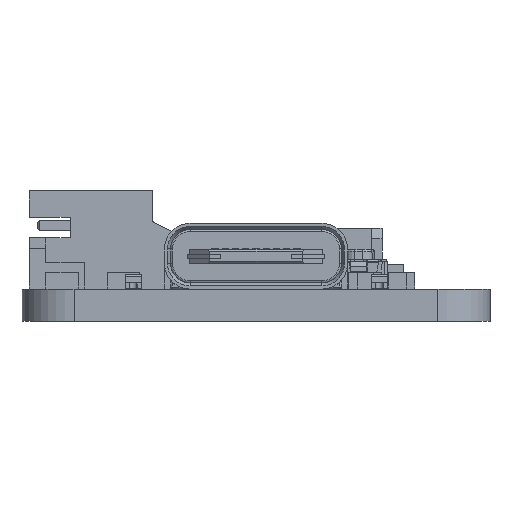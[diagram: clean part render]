
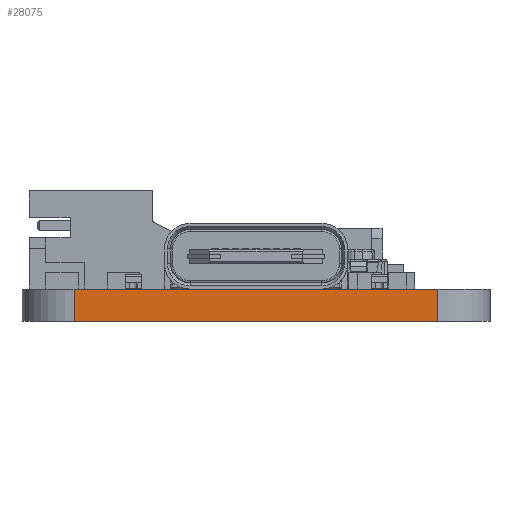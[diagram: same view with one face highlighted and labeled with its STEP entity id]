
A CAD part, left-side view. The second image highlights one B-rep face of the part: STEP entity #28075.
In plain terms, the highlighted planar face has unit normal (-1, 0, 0).
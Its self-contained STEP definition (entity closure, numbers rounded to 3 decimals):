
#726=PLANE('',#30052);
#1840=FACE_OUTER_BOUND('',#3348,.T.);
#3348=EDGE_LOOP('',(#19271,#19272,#19273,#19274));
#5156=LINE('',#40968,#8220);
#5157=LINE('',#40970,#8221);
#5158=LINE('',#40972,#8222);
#5159=LINE('',#40973,#8223);
#8220=VECTOR('',#33061,10.);
#8221=VECTOR('',#33062,10.);
#8222=VECTOR('',#33063,10.);
#8223=VECTOR('',#33064,10.);
#12317=VERTEX_POINT('',#40966);
#12318=VERTEX_POINT('',#40967);
#12319=VERTEX_POINT('',#40969);
#12320=VERTEX_POINT('',#40971);
#15078=EDGE_CURVE('',#12317,#12318,#5156,.T.);
#15079=EDGE_CURVE('',#12318,#12319,#5157,.T.);
#15080=EDGE_CURVE('',#12320,#12319,#5158,.T.);
#15081=EDGE_CURVE('',#12317,#12320,#5159,.T.);
#19271=ORIENTED_EDGE('',*,*,#15078,.T.);
#19272=ORIENTED_EDGE('',*,*,#15079,.T.);
#19273=ORIENTED_EDGE('',*,*,#15080,.F.);
#19274=ORIENTED_EDGE('',*,*,#15081,.F.);
#28075=ADVANCED_FACE('',(#1840),#726,.T.);
#30052=AXIS2_PLACEMENT_3D('',#40965,#33059,#33060);
#33059=DIRECTION('center_axis',(-1.,0.,0.));
#33060=DIRECTION('ref_axis',(0.,-1.,0.));
#33061=DIRECTION('',(0.,-1.,0.));
#33062=DIRECTION('',(0.,0.,1.));
#33063=DIRECTION('',(0.,-1.,0.));
#33064=DIRECTION('',(0.,0.,1.));
#40965=CARTESIAN_POINT('Origin',(0.,20.32,0.));
#40966=CARTESIAN_POINT('',(0.,20.32,0.));
#40967=CARTESIAN_POINT('',(0.,2.54,0.));
#40968=CARTESIAN_POINT('',(0.,20.32,0.));
#40969=CARTESIAN_POINT('',(0.,2.54,1.57));
#40970=CARTESIAN_POINT('',(0.,2.54,0.));
#40971=CARTESIAN_POINT('',(0.,20.32,1.57));
#40972=CARTESIAN_POINT('',(0.,20.32,1.57));
#40973=CARTESIAN_POINT('',(0.,20.32,0.));
